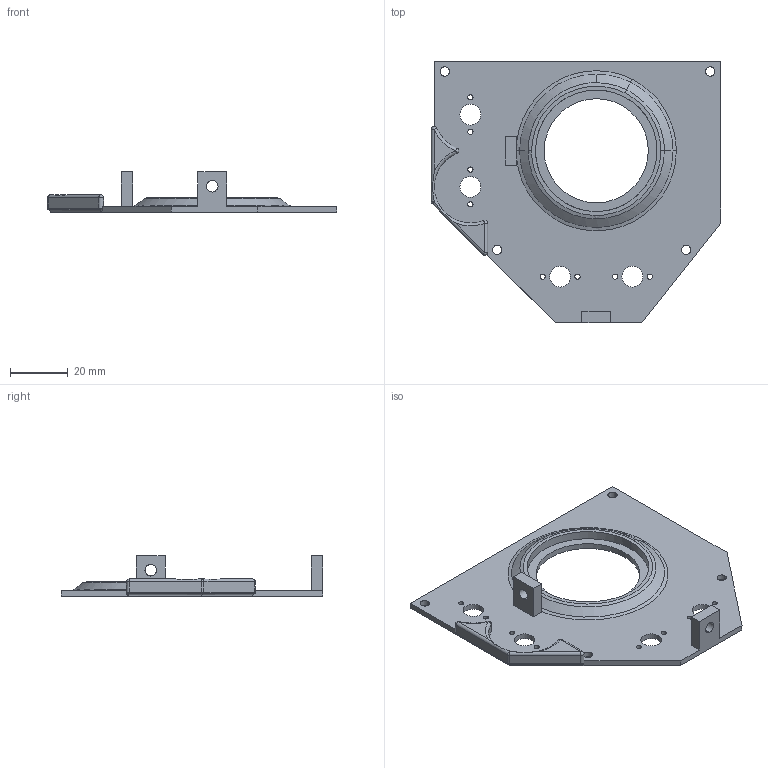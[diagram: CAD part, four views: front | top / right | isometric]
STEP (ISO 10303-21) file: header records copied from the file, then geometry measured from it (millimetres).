
FILE_DESCRIPTION (( 'STEP AP214' ), '1' );
FILE_NAME ('Part2_1.STEP', '2025-03-04T02:43:01', ( '' ), ( '' ), 'SwSTEP 2.0', 'SolidWorks 2024', '' );
FILE_SCHEMA (( 'AUTOMOTIVE_DESIGN' ));
Length unit declared in the file: millimetre
Products named in the file (1): Part2_1
Bounding box: 100 x 90.5 x 14 mm (x, y, z)
Volume: 16155.8 mm3; surface area: 15778.3 mm2
Topology: 1 solids, 1 shells, 102 faces, 284 edges, 180 vertices
Faces by surface type: cylinder 55, plane 25, bspline 18, cone 4
Entity records: 5835 total; most frequent: CARTESIAN_POINT 3332, ORIENTED_EDGE 556, DIRECTION 441, EDGE_CURVE 278, VERTEX_POINT 180, AXIS2_PLACEMENT_3D 165, EDGE_LOOP 142, LINE 111
